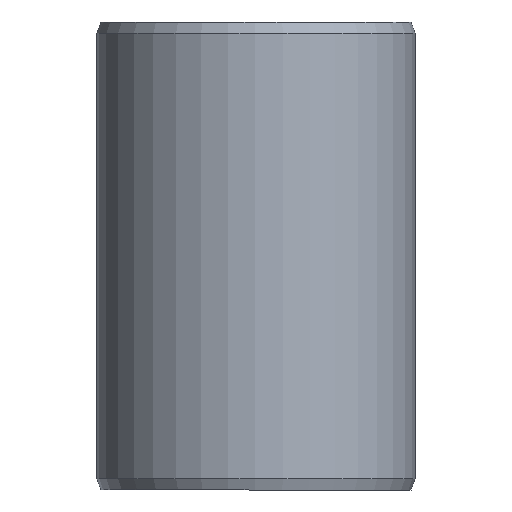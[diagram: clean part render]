
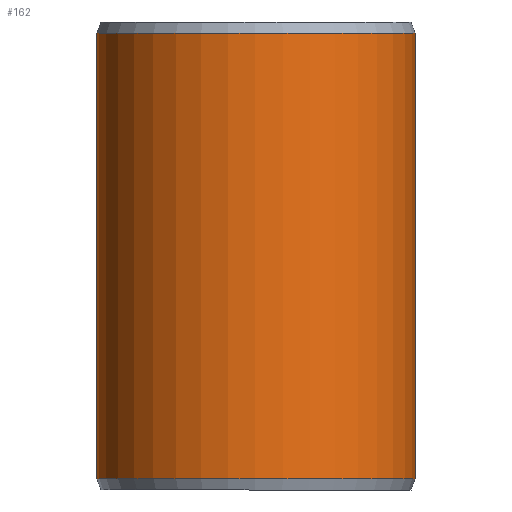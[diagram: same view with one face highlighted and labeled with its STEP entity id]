
A CAD part, front view. The second image highlights one B-rep face of the part: STEP entity #162.
In plain terms, the highlighted cylindrical face has radius 8.5 mm (diameter 17 mm), a partial arc.
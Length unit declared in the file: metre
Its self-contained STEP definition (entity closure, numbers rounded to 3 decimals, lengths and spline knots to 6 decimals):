
#162=ADVANCED_FACE('',(#185,#186),#187,.T.);
#185=FACE_OUTER_BOUND('',#211,.T.);
#186=FACE_BOUND('',#212,.T.);
#187=CYLINDRICAL_SURFACE('',#213,0.0085);
#211=EDGE_LOOP('',(#289,#290,#291,#292));
#212=EDGE_LOOP('',(#293));
#213=AXIS2_PLACEMENT_3D('',#294,#295,#296);
#289=ORIENTED_EDGE('',*,*,#314,.T.);
#290=ORIENTED_EDGE('',*,*,#323,.F.);
#291=ORIENTED_EDGE('',*,*,#309,.F.);
#292=ORIENTED_EDGE('',*,*,#324,.T.);
#293=ORIENTED_EDGE('',*,*,#327,.T.);
#294=CARTESIAN_POINT('',(0.,0.,0.0));
#295=DIRECTION('',(0.,0.0,-1.0));
#296=DIRECTION('',(-1.0,0.0,0.));
#309=EDGE_CURVE('',#341,#342,#343,.T.);
#314=EDGE_CURVE('',#351,#349,#352,.T.);
#323=EDGE_CURVE('',#342,#349,#365,.T.);
#324=EDGE_CURVE('',#341,#351,#366,.T.);
#327=EDGE_CURVE('',#370,#370,#371,.T.);
#341=VERTEX_POINT('',#389);
#342=VERTEX_POINT('',#390);
#343=CIRCLE('',#391,0.0085);
#349=VERTEX_POINT('',#399);
#351=VERTEX_POINT('',#402);
#352=CIRCLE('',#403,0.0085);
#365=LINE('',#422,#423);
#366=LINE('',#424,#425);
#370=VERTEX_POINT('',#487);
#371=B_SPLINE_CURVE_WITH_KNOTS('',3,(#488,#489,#490,#491,#492,#493,#494,#495,#496,#497,#498,#499,#500,#501,#502,#503,#504,#505,#506,#507,#508,#509,#510,#511,#512,#513,#514,#515,#516,#517,#518,#519,#520,#521,#522,#523,#524,#525,#526,#527,#528,#529,#530,#531,#532,#533,#534,#535,#536,#537,#538,#539,#540,#541),.UNSPECIFIED.,.T.,.F.,(2,2,2,2,2,2,2,2,2,2,2,2,2,2,2,2,2,2,2,2,2,2,2,2,2,2,2,2,2),(-0.000392,0.0,0.000392,0.000784,0.001176,0.001569,0.002353,0.002745,0.003137,0.003529,0.003921,0.004706,0.005098,0.00549,0.005882,0.006274,0.007058,0.00745,0.007843,0.008235,0.008627,0.009411,0.009803,0.010195,0.01098,0.011764,0.012156,0.012548,0.01294),.UNSPECIFIED.);
#389=CARTESIAN_POINT('',(0.000148,0.008499,0.0006));
#390=CARTESIAN_POINT('',(0.,0.0085,0.0006));
#391=AXIS2_PLACEMENT_3D('',#555,#556,#557);
#399=CARTESIAN_POINT('',(0.,0.0085,0.0244));
#402=CARTESIAN_POINT('',(0.000148,0.008499,0.0244));
#403=AXIS2_PLACEMENT_3D('',#564,#565,#566);
#422=CARTESIAN_POINT('',(0.,0.0085,0.0006));
#423=VECTOR('',#579,1.0);
#424=CARTESIAN_POINT('',(0.000148,0.008499,0.0006));
#425=VECTOR('',#580,1.0);
#487=CARTESIAN_POINT('',(0.006051,-0.005969,0.0125));
#488=CARTESIAN_POINT('',(0.006051,-0.005969,0.012367));
#489=CARTESIAN_POINT('',(0.006051,-0.005969,0.012633));
#490=CARTESIAN_POINT('',(0.006061,-0.00596,0.012763));
#491=CARTESIAN_POINT('',(0.006097,-0.005922,0.013019));
#492=CARTESIAN_POINT('',(0.006125,-0.005894,0.013146));
#493=CARTESIAN_POINT('',(0.006196,-0.005819,0.013388));
#494=CARTESIAN_POINT('',(0.006239,-0.005773,0.013503));
#495=CARTESIAN_POINT('',(0.006339,-0.005664,0.01372));
#496=CARTESIAN_POINT('',(0.006395,-0.0056,0.013823));
#497=CARTESIAN_POINT('',(0.006577,-0.005387,0.014098));
#498=CARTESIAN_POINT('',(0.006718,-0.005213,0.014247));
#499=CARTESIAN_POINT('',(0.006932,-0.00492,0.014397));
#500=CARTESIAN_POINT('',(0.007005,-0.004816,0.014436));
#501=CARTESIAN_POINT('',(0.007148,-0.004601,0.014487));
#502=CARTESIAN_POINT('',(0.007218,-0.004491,0.0145));
#503=CARTESIAN_POINT('',(0.007353,-0.004267,0.0145));
#504=CARTESIAN_POINT('',(0.007419,-0.004151,0.014487));
#505=CARTESIAN_POINT('',(0.007541,-0.003925,0.014436));
#506=CARTESIAN_POINT('',(0.007598,-0.003813,0.014398));
#507=CARTESIAN_POINT('',(0.007757,-0.003484,0.014247));
#508=CARTESIAN_POINT('',(0.007844,-0.00328,0.0141));
#509=CARTESIAN_POINT('',(0.007947,-0.003017,0.013822));
#510=CARTESIAN_POINT('',(0.007976,-0.002939,0.013721));
#511=CARTESIAN_POINT('',(0.008026,-0.0028,0.013505));
#512=CARTESIAN_POINT('',(0.008047,-0.002739,0.013388));
#513=CARTESIAN_POINT('',(0.008079,-0.002641,0.013146));
#514=CARTESIAN_POINT('',(0.008091,-0.002604,0.013022));
#515=CARTESIAN_POINT('',(0.008107,-0.002554,0.012764));
#516=CARTESIAN_POINT('',(0.008111,-0.002541,0.012632));
#517=CARTESIAN_POINT('',(0.008111,-0.00254,0.012239));
#518=CARTESIAN_POINT('',(0.008096,-0.002592,0.011975));
#519=CARTESIAN_POINT('',(0.008047,-0.002738,0.011614));
#520=CARTESIAN_POINT('',(0.008026,-0.002798,0.011497));
#521=CARTESIAN_POINT('',(0.007976,-0.002938,0.01128));
#522=CARTESIAN_POINT('',(0.007947,-0.003016,0.011179));
#523=CARTESIAN_POINT('',(0.007879,-0.00319,0.010995));
#524=CARTESIAN_POINT('',(0.00784,-0.003286,0.010911));
#525=CARTESIAN_POINT('',(0.007753,-0.003486,0.010766));
#526=CARTESIAN_POINT('',(0.007705,-0.003591,0.010704));
#527=CARTESIAN_POINT('',(0.007546,-0.003921,0.010552));
#528=CARTESIAN_POINT('',(0.007422,-0.004151,0.0105));
#529=CARTESIAN_POINT('',(0.007219,-0.00449,0.0105));
#530=CARTESIAN_POINT('',(0.007149,-0.0046,0.010513));
#531=CARTESIAN_POINT('',(0.007007,-0.004814,0.010564));
#532=CARTESIAN_POINT('',(0.006933,-0.004919,0.010602));
#533=CARTESIAN_POINT('',(0.006719,-0.005212,0.010753));
#534=CARTESIAN_POINT('',(0.006578,-0.005387,0.010901));
#535=CARTESIAN_POINT('',(0.006335,-0.00567,0.011268));
#536=CARTESIAN_POINT('',(0.006232,-0.005781,0.011491));
#537=CARTESIAN_POINT('',(0.006126,-0.005893,0.011851));
#538=CARTESIAN_POINT('',(0.006098,-0.005922,0.011979));
#539=CARTESIAN_POINT('',(0.006061,-0.00596,0.012237));
#540=CARTESIAN_POINT('',(0.006051,-0.005969,0.012367));
#541=CARTESIAN_POINT('',(0.006051,-0.005969,0.012633));
#555=CARTESIAN_POINT('',(0.,0.,0.0006));
#556=DIRECTION('',(0.,0.0,-1.0));
#557=DIRECTION('',(-1.0,0.0,0.));
#564=CARTESIAN_POINT('',(0.,0.,0.0244));
#565=DIRECTION('',(0.,0.0,-1.0));
#566=DIRECTION('',(-1.0,0.0,0.));
#579=DIRECTION('',(0.,0.,1.0));
#580=DIRECTION('',(0.,0.,1.0));
